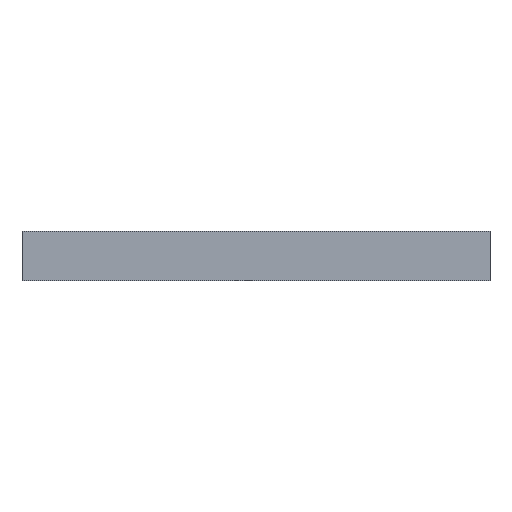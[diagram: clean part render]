
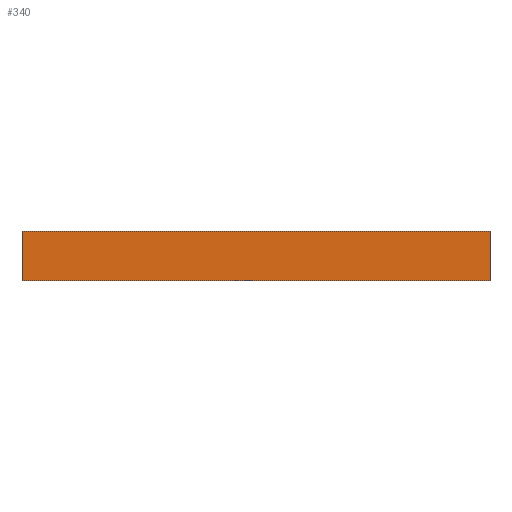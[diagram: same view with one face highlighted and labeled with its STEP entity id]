
A CAD part, left-side view. The second image highlights one B-rep face of the part: STEP entity #340.
In plain terms, the highlighted planar face has unit normal (-1, 0, 0).
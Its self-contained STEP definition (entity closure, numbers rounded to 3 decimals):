
#13 = EDGE_CURVE ( 'NONE', #620, #908, #1087, .T. ) ;
#107 = EDGE_CURVE ( 'NONE', #620, #436, #1108, .T. ) ;
#133 = CARTESIAN_POINT ( 'NONE',  ( -95., 95., 20. ) ) ;
#164 = DIRECTION ( 'NONE',  ( 1., 0., 0. ) ) ;
#219 = LINE ( 'NONE', #1216, #1351 ) ;
#340 = ADVANCED_FACE ( 'NONE', ( #888 ), #739, .F. ) ;
#436 = VERTEX_POINT ( 'NONE', #661 ) ;
#493 = DIRECTION ( 'NONE',  ( 0., 0., -1. ) ) ;
#502 = CARTESIAN_POINT ( 'NONE',  ( -95., 95., 20. ) ) ;
#522 = DIRECTION ( 'NONE',  ( 0., 0., -1. ) ) ;
#570 = CARTESIAN_POINT ( 'NONE',  ( -95., -95., 0. ) ) ;
#619 = EDGE_CURVE ( 'NONE', #908, #896, #219, .T. ) ;
#620 = VERTEX_POINT ( 'NONE', #502 ) ;
#651 = LINE ( 'NONE', #768, #749 ) ;
#661 = CARTESIAN_POINT ( 'NONE',  ( -95., -95., 20. ) ) ;
#739 = PLANE ( 'NONE',  #947 ) ;
#749 = VECTOR ( 'NONE', #1393, 1000. ) ;
#768 = CARTESIAN_POINT ( 'NONE',  ( -95., -95., 20. ) ) ;
#789 = VECTOR ( 'NONE', #1502, 1000. ) ;
#821 = EDGE_LOOP ( 'NONE', ( #1410, #1379, #838, #1140 ) ) ;
#838 = ORIENTED_EDGE ( 'NONE', *, *, #107, .F. ) ;
#884 = EDGE_CURVE ( 'NONE', #436, #896, #651, .T. ) ;
#888 = FACE_OUTER_BOUND ( 'NONE', #821, .T. ) ;
#896 = VERTEX_POINT ( 'NONE', #570 ) ;
#908 = VERTEX_POINT ( 'NONE', #1248 ) ;
#947 = AXIS2_PLACEMENT_3D ( 'NONE', #1234, #164, #522 ) ;
#960 = CARTESIAN_POINT ( 'NONE',  ( -95., -95., 20. ) ) ;
#994 = DIRECTION ( 'NONE',  ( 0., -1., 0. ) ) ;
#996 = VECTOR ( 'NONE', #493, 1000. ) ;
#1087 = LINE ( 'NONE', #133, #996 ) ;
#1108 = LINE ( 'NONE', #960, #789 ) ;
#1140 = ORIENTED_EDGE ( 'NONE', *, *, #13, .T. ) ;
#1216 = CARTESIAN_POINT ( 'NONE',  ( -95., -95., 0. ) ) ;
#1234 = CARTESIAN_POINT ( 'NONE',  ( -95., -95., 20. ) ) ;
#1248 = CARTESIAN_POINT ( 'NONE',  ( -95., 95., 0. ) ) ;
#1351 = VECTOR ( 'NONE', #994, 1000. ) ;
#1379 = ORIENTED_EDGE ( 'NONE', *, *, #884, .F. ) ;
#1393 = DIRECTION ( 'NONE',  ( 0., 0., -1. ) ) ;
#1410 = ORIENTED_EDGE ( 'NONE', *, *, #619, .T. ) ;
#1502 = DIRECTION ( 'NONE',  ( 0., -1., 0. ) ) ;
